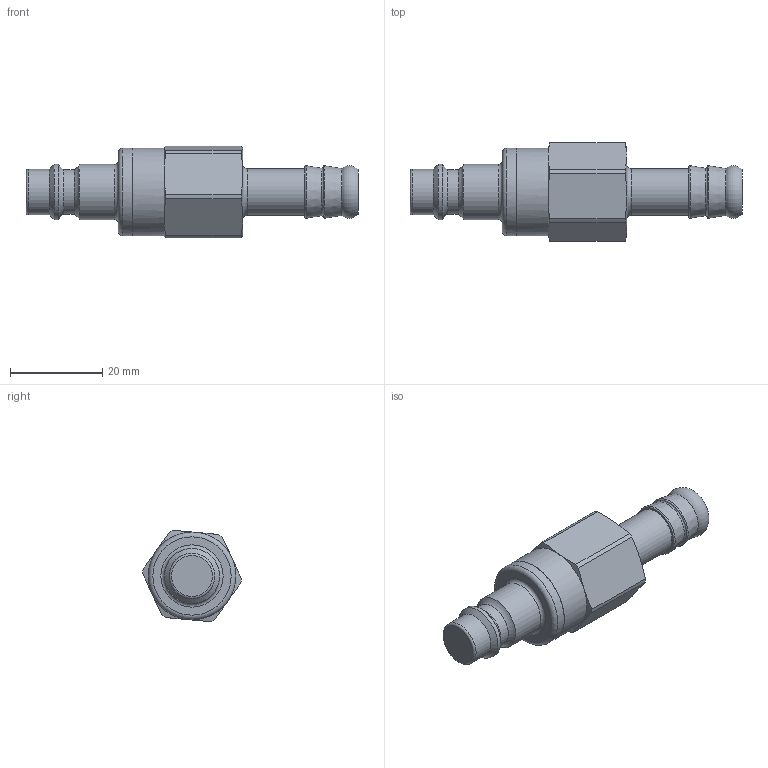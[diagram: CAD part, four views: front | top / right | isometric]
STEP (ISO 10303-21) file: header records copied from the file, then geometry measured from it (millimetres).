
FILE_DESCRIPTION((''),'2;1');
FILE_NAME('25sbtf10rvx.stp','2014-05-14T06:47:21',('IA176480'),(''),'Autodesk Inventor 2013','Autodesk Inventor 2013','');
FILE_SCHEMA(('AUTOMOTIVE_DESIGN { 1 0 10303 214 1 1 1 1 }'));
Length unit declared in the file: millimetre
Products named in the file (1): D105163
Bounding box: 72 x 21.38 x 19.83 mm (x, y, z)
Volume: 12112.9 mm3; surface area: 4303.3 mm2
Topology: 1 solids, 3 shells, 55 faces, 119 edges, 73 vertices
Faces by surface type: cylinder 17, plane 15, torus 11, cone 11, bspline 1
Full cylindrical faces by diameter (mm): 9.75 x1, 9.9 x1, 10.1 x1, 12 x2, 15.272 x2, 16 x2, 18.95 x1, 19 x1
Entity records: 1483 total; most frequent: CARTESIAN_POINT 373, DIRECTION 226, ORIENTED_EDGE 168, AXIS2_PLACEMENT_3D 107, EDGE_LOOP 89, EDGE_CURVE 84, VERTEX_POINT 65, FACE_OUTER_BOUND 55
